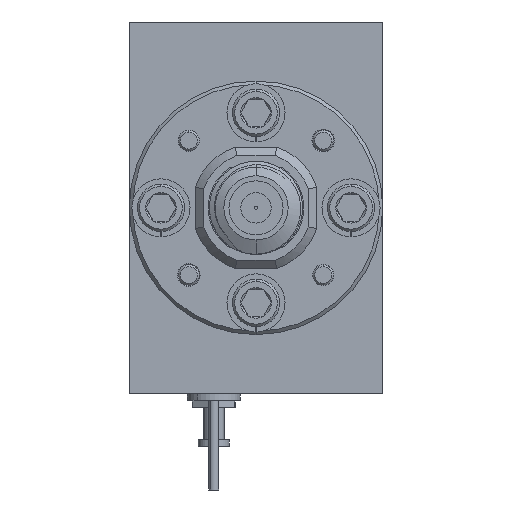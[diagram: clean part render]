
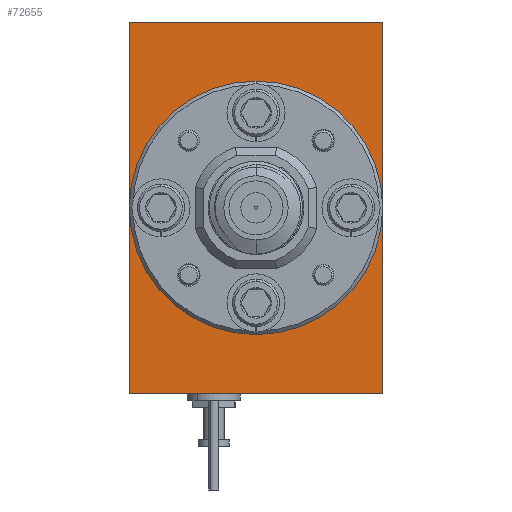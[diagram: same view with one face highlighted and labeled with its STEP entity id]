
A CAD part, left-side view. The second image highlights one B-rep face of the part: STEP entity #72655.
In plain terms, the highlighted planar face has unit normal (-1, 0, 0).
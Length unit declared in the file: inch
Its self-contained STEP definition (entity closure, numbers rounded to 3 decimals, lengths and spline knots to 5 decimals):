
#982 = DIRECTION ( 'NONE',  ( 0., 0., -1. ) ) ;
#1188 = CARTESIAN_POINT ( 'NONE',  ( -0.75, 0.338, -0.55 ) ) ;
#1457 = PLANE ( 'NONE',  #56903 ) ;
#2388 = CARTESIAN_POINT ( 'NONE',  ( -0.75, 0., -0.55 ) ) ;
#3960 = ORIENTED_EDGE ( 'NONE', *, *, #39034, .T. ) ;
#6352 = ORIENTED_EDGE ( 'NONE', *, *, #55322, .F. ) ;
#7249 = CARTESIAN_POINT ( 'NONE',  ( -0.75, 0.75, -0.55 ) ) ;
#9744 = VECTOR ( 'NONE', #93171, 39.37008 ) ;
#9888 = EDGE_CURVE ( 'NONE', #29600, #79001, #77406, .T. ) ;
#10900 = LINE ( 'NONE', #57298, #73969 ) ;
#11576 = ORIENTED_EDGE ( 'NONE', *, *, #51871, .T. ) ;
#12241 = VERTEX_POINT ( 'NONE', #63104 ) ;
#16132 = CARTESIAN_POINT ( 'NONE',  ( -0.75, 0.75, -0.55 ) ) ;
#21301 = CARTESIAN_POINT ( 'NONE',  ( -0.75, 0.375, 0. ) ) ;
#25258 = CARTESIAN_POINT ( 'NONE',  ( -0.75, 0.375, 0. ) ) ;
#29600 = VERTEX_POINT ( 'NONE', #16132 ) ;
#31812 = EDGE_LOOP ( 'NONE', ( #45560, #3960 ) ) ;
#32551 = LINE ( 'NONE', #56971, #9744 ) ;
#32824 = DIRECTION ( 'NONE',  ( 0., -1., 0. ) ) ;
#32851 = FACE_OUTER_BOUND ( 'NONE', #67363, .T. ) ;
#35421 = VECTOR ( 'NONE', #62065, 39.37008 ) ;
#36059 = CARTESIAN_POINT ( 'NONE',  ( -0.75, 0.375, 0.365 ) ) ;
#36103 = VERTEX_POINT ( 'NONE', #42960 ) ;
#39034 = EDGE_CURVE ( 'NONE', #36103, #93864, #93461, .T. ) ;
#39459 = AXIS2_PLACEMENT_3D ( 'NONE', #25258, #95348, #57186 ) ;
#42960 = CARTESIAN_POINT ( 'NONE',  ( -0.75, 0.375, -0.365 ) ) ;
#45560 = ORIENTED_EDGE ( 'NONE', *, *, #86627, .T. ) ;
#47193 = CIRCLE ( 'NONE', #72639, 0.365 ) ;
#48326 = FACE_BOUND ( 'NONE', #31812, .T. ) ;
#51871 = EDGE_CURVE ( 'NONE', #79001, #12241, #32551, .T. ) ;
#55322 = EDGE_CURVE ( 'NONE', #72602, #12241, #10900, .T. ) ;
#56903 = AXIS2_PLACEMENT_3D ( 'NONE', #92048, #61831, #982 ) ;
#56971 = CARTESIAN_POINT ( 'NONE',  ( -0.75, 0., 0.55 ) ) ;
#57186 = DIRECTION ( 'NONE',  ( 0., 0., -1. ) ) ;
#57298 = CARTESIAN_POINT ( 'NONE',  ( -0.75, 0.338, 0.55 ) ) ;
#58063 = EDGE_CURVE ( 'NONE', #29600, #72602, #97750, .T. ) ;
#61831 = DIRECTION ( 'NONE',  ( 1., 0., 0. ) ) ;
#62065 = DIRECTION ( 'NONE',  ( 0., -1., 0. ) ) ;
#63104 = CARTESIAN_POINT ( 'NONE',  ( -0.75, 0., 0.55 ) ) ;
#64745 = DIRECTION ( 'NONE',  ( 1., 0., 0. ) ) ;
#67363 = EDGE_LOOP ( 'NONE', ( #69337, #67689, #11576, #6352 ) ) ;
#67689 = ORIENTED_EDGE ( 'NONE', *, *, #9888, .T. ) ;
#69337 = ORIENTED_EDGE ( 'NONE', *, *, #58063, .F. ) ;
#72602 = VERTEX_POINT ( 'NONE', #82201 ) ;
#72639 = AXIS2_PLACEMENT_3D ( 'NONE', #21301, #64745, #94948 ) ;
#72655 = ADVANCED_FACE ( 'NONE', ( #48326, #32851 ), #1457, .F. ) ;
#73969 = VECTOR ( 'NONE', #32824, 39.37008 ) ;
#74608 = VECTOR ( 'NONE', #83419, 39.37008 ) ;
#77406 = LINE ( 'NONE', #1188, #35421 ) ;
#79001 = VERTEX_POINT ( 'NONE', #2388 ) ;
#82201 = CARTESIAN_POINT ( 'NONE',  ( -0.75, 0.75, 0.55 ) ) ;
#83419 = DIRECTION ( 'NONE',  ( 0., 0., 1. ) ) ;
#86627 = EDGE_CURVE ( 'NONE', #93864, #36103, #47193, .T. ) ;
#92048 = CARTESIAN_POINT ( 'NONE',  ( -0.75, 0.338, 0.55 ) ) ;
#93171 = DIRECTION ( 'NONE',  ( 0., 0., 1. ) ) ;
#93461 = CIRCLE ( 'NONE', #39459, 0.365 ) ;
#93864 = VERTEX_POINT ( 'NONE', #36059 ) ;
#94948 = DIRECTION ( 'NONE',  ( 0., 0., -1. ) ) ;
#95348 = DIRECTION ( 'NONE',  ( 1., 0., 0. ) ) ;
#97750 = LINE ( 'NONE', #7249, #74608 ) ;
